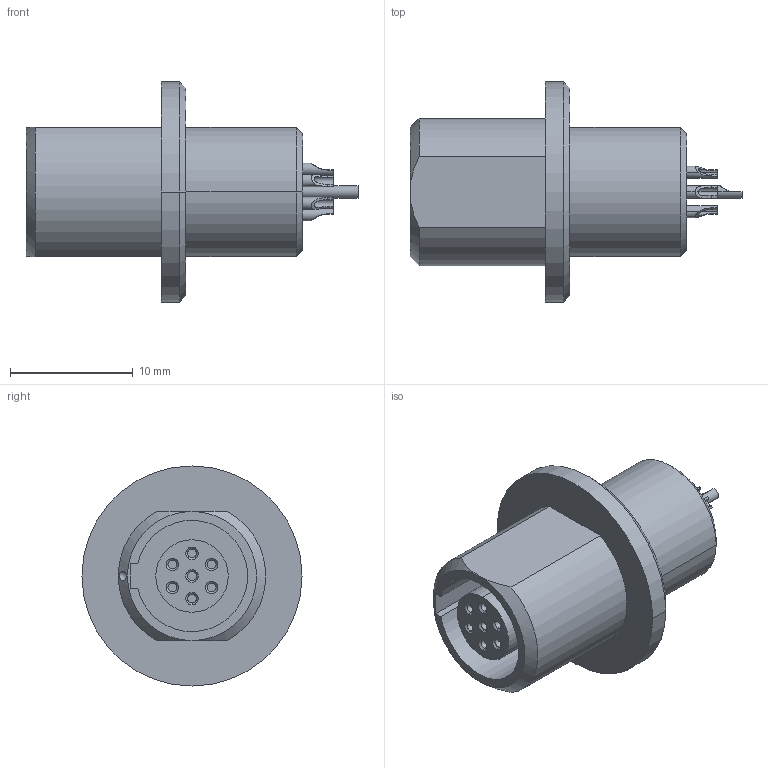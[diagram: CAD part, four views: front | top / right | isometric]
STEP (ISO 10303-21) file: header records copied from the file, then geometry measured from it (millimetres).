
FILE_DESCRIPTION((''),'2;1');
FILE_NAME('G81L0C-P07L','2014-02-04T',('RTrager'),(''),'PRO/ENGINEER BY PARAMETRIC TECHNOLOGY CORPORATION, 2013050','PRO/ENGINEER BY PARAMETRIC TECHNOLOGY CORPORATION, 2013050','');
FILE_SCHEMA(('CONFIG_CONTROL_DESIGN'));
Length unit declared in the file: millimetre
Products named in the file (1): G81L0C-P07L
Bounding box: 27 x 17.9 x 17.9 mm (x, y, z)
Volume: 2007.1 mm3; surface area: 2052.9 mm2
Topology: 1 solids, 1 shells, 138 faces, 328 edges, 210 vertices
Faces by surface type: cylinder 64, plane 39, cone 20, bspline 8, torus 6, sphere 1
Entity records: 5127 total; most frequent: CARTESIAN_POINT 1861, DIRECTION 698, ORIENTED_EDGE 652, EDGE_CURVE 326, AXIS2_PLACEMENT_3D 282, VERTEX_POINT 210, EDGE_LOOP 158, CIRCLE 152
